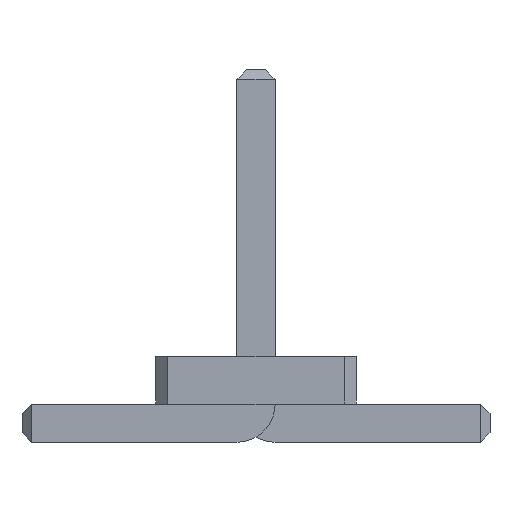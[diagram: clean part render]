
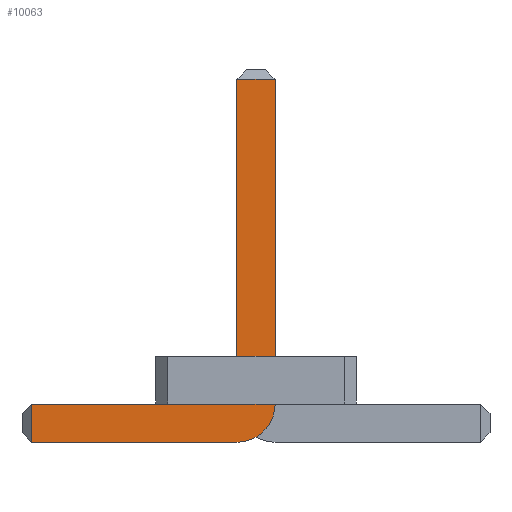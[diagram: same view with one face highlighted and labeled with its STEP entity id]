
A CAD part, front view. The second image highlights one B-rep face of the part: STEP entity #10063.
In plain terms, the highlighted planar face has unit normal (0, -1, 0).
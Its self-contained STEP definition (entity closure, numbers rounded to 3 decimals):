
#56=DIRECTION('',(0.,-1.,0.));
#67=DIRECTION('',(1.,0.,0.));
#2150=VECTOR('',#67,1.);
#2203=DIRECTION('',(-1.,0.,0.));
#4283=VECTOR('',#2203,1.);
#4561=DIRECTION('',(0.,0.,-1.));
#4580=VECTOR('',#4561,1.);
#9894=VECTOR('',#9895,1.);
#9895=DIRECTION('',(0.,0.,1.));
#9917=DIRECTION('',(-0.,-1.,-0.));
#9924=VERTEX_POINT('',#9925);
#9925=CARTESIAN_POINT('',(-2.35,-23.06,0.));
#9928=ORIENTED_EDGE('',*,*,#9929,.T.);
#9929=EDGE_CURVE('',#9924,#9930,#9932,.T.);
#9930=VERTEX_POINT('',#9931);
#9931=CARTESIAN_POINT('',(-0.2,-23.06,0.));
#9932=LINE('',#9933,#2150);
#9933=CARTESIAN_POINT('',(-2.45,-23.06,0.));
#9965=VERTEX_POINT('',#9966);
#9966=CARTESIAN_POINT('',(0.2,-23.06,0.4));
#9969=EDGE_CURVE('',#9930,#9965,#9970,.T.);
#9970=CIRCLE('',#9971,0.4);
#9971=AXIS2_PLACEMENT_3D('',#9972,#56,#4561);
#9972=CARTESIAN_POINT('',(-0.2,-23.06,0.4));
#9980=VERTEX_POINT('',#9972);
#9982=ORIENTED_EDGE('',*,*,#9983,.T.);
#9983=EDGE_CURVE('',#9980,#9984,#9986,.T.);
#9984=VERTEX_POINT('',#9985);
#9985=CARTESIAN_POINT('',(-2.35,-23.06,0.4));
#9986=LINE('',#9972,#4283);
#9996=ORIENTED_EDGE('',*,*,#9997,.T.);
#9997=EDGE_CURVE('',#9965,#9998,#10000,.T.);
#9998=VERTEX_POINT('',#9999);
#9999=CARTESIAN_POINT('',(0.2,-23.06,3.8));
#10000=LINE('',#10001,#9894);
#10001=CARTESIAN_POINT('',(0.2,-23.06,0.));
#10014=VERTEX_POINT('',#10015);
#10015=CARTESIAN_POINT('',(-0.2,-23.06,3.8));
#10017=ORIENTED_EDGE('',*,*,#10018,.T.);
#10018=EDGE_CURVE('',#10014,#9980,#10019,.T.);
#10019=LINE('',#10020,#4580);
#10020=CARTESIAN_POINT('',(-0.2,-23.06,3.9));
#10063=ADVANCED_FACE('',(#10064),#10073,.T.);
#10064=FACE_BOUND('',#10065,.T.);
#10065=EDGE_LOOP('',(#9928,#10066,#9996,#10067,#10017,#9982,#10070));
#10066=ORIENTED_EDGE('',*,*,#9969,.T.);
#10067=ORIENTED_EDGE('',*,*,#10068,.T.);
#10068=EDGE_CURVE('',#9998,#10014,#10069,.T.);
#10069=LINE('',#9999,#4283);
#10070=ORIENTED_EDGE('',*,*,#10071,.T.);
#10071=EDGE_CURVE('',#9984,#9924,#10072,.T.);
#10072=LINE('',#9985,#4580);
#10073=PLANE('',#10074);
#10074=AXIS2_PLACEMENT_3D('',#10075,#9917,#4561);
#10075=CARTESIAN_POINT('',(-0.524,-23.06,1.349));
